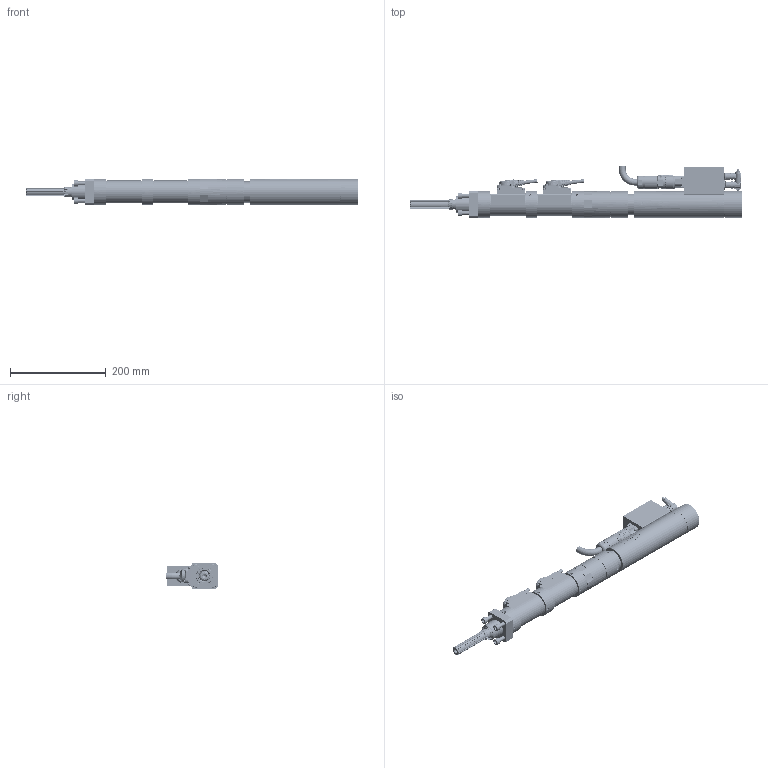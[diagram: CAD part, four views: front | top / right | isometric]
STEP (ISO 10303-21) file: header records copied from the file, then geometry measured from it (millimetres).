
FILE_DESCRIPTION(/* description */ (''),/* implementation_level */ '2;1');
FILE_NAME(/* name */ '2BD110T2S-A_IAM_001.iam.step',/* time_stamp */ '2021-07-21T07:38:10+02:00',/* author */ ('cideon'),/* organization */ (''),/* preprocessor_version */ 'ST-DEVELOPER v17.2',/* originating_system */ 'Autodesk Inventor 2019',/* authorisation */ '');
FILE_SCHEMA (('AUTOMOTIVE_DESIGN { 1 0 10303 214 3 1 1 }'));
Products named in the file (1): Bauteil19
Bounding box: 692 x 106.75 x 55.2 mm (x, y, z)
Volume: 1488819.9 mm3; surface area: 297323.8 mm2
Topology: 3 solids, 3 shells, 6284 faces, 18496 edges, 12135 vertices
Faces by surface type: plane 3820, cylinder 1328, cone 491, bspline 351, torus 277, sphere 17
Full cylindrical faces by diameter (mm): 0.434 x4, 0.6 x32, 1.6 x3, 1.7 x8, 1.83 x4, 2.1 x4, 2.5 x6, 3 x8, 3.2 x4, 3.3 x8, 4 x2, 4.02 x4, 5 x11, 5.1 x20, 5.5 x12, 5.9 x2, 6 x4, 6.3 x2, 7.3 x2, 8 x4, 8.1 x1, 8.7 x2, 9 x2, 10 x2, 11.5 x4, 12 x6, 12.6 x2, 12.9 x2, 13 x6, 13.9 x1
Entity records: 267930 total; most frequent: CARTESIAN_POINT 95097, ORIENTED_EDGE 36952, DIRECTION 34424, EDGE_CURVE 18476, AXIS2_PLACEMENT_3D 12520, VERTEX_POINT 12135, LINE 9384, VECTOR 9384
